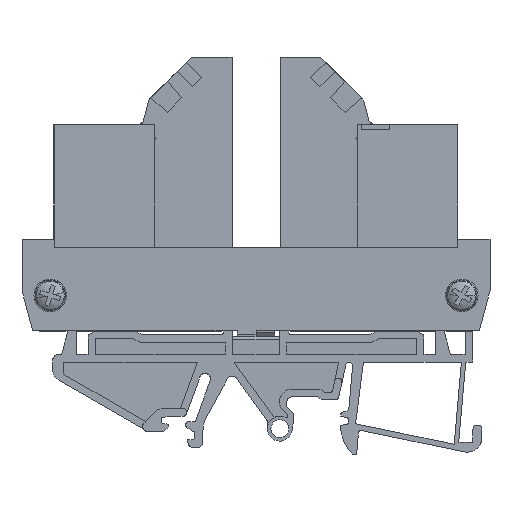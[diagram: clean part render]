
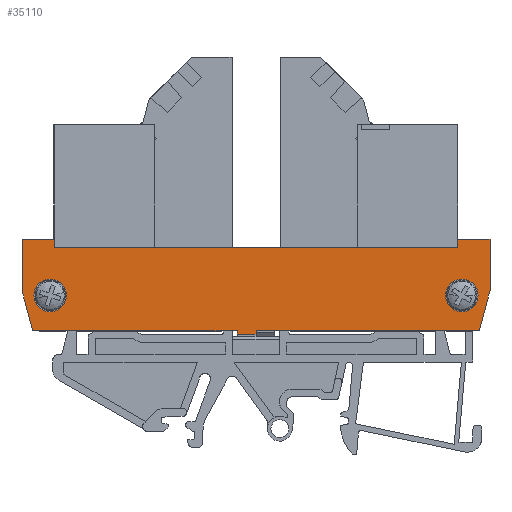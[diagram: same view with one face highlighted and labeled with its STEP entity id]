
A CAD part, left-side view. The second image highlights one B-rep face of the part: STEP entity #35110.
In plain terms, the highlighted planar face has unit normal (-1, 0, 0).
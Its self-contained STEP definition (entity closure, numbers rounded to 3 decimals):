
#28605=AXIS2_PLACEMENT_3D('Circle Axis2P3D',#28603,#28604,$) ;
#28635=AXIS2_PLACEMENT_3D('Circle Axis2P3D',#28633,#28634,$) ;
#28669=AXIS2_PLACEMENT_3D('Circle Axis2P3D',#28667,#28668,$) ;
#28699=AXIS2_PLACEMENT_3D('Circle Axis2P3D',#28697,#28698,$) ;
#35030=AXIS2_PLACEMENT_3D('Plane Axis2P3D',#35027,#35028,#35029) ;
#24781=CARTESIAN_POINT('Vertex',(0.,46.7,21.952)) ;
#24844=CARTESIAN_POINT('Vertex',(0.,46.7,21.292)) ;
#24847=CARTESIAN_POINT('Line Origine',(0.,46.7,21.622)) ;
#24916=CARTESIAN_POINT('Vertex',(0.,43.2,21.292)) ;
#24919=CARTESIAN_POINT('Line Origine',(0.,44.95,21.292)) ;
#26218=CARTESIAN_POINT('Line Origine',(0.,0.,34.068)) ;
#26222=CARTESIAN_POINT('Vertex',(0.,0.,38.852)) ;
#26224=CARTESIAN_POINT('Vertex',(0.,0.,29.284)) ;
#28600=CARTESIAN_POINT('Vertex',(0.,8.2,28.452)) ;
#28603=CARTESIAN_POINT('Axis2P3D Location',(0.,5.2,28.452)) ;
#28607=CARTESIAN_POINT('Vertex',(0.,2.2,28.452)) ;
#28633=CARTESIAN_POINT('Axis2P3D Location',(0.,5.2,28.452)) ;
#28664=CARTESIAN_POINT('Vertex',(0.,84.2,28.452)) ;
#28667=CARTESIAN_POINT('Axis2P3D Location',(0.,81.2,28.452)) ;
#28671=CARTESIAN_POINT('Vertex',(0.,78.2,28.452)) ;
#28697=CARTESIAN_POINT('Axis2P3D Location',(0.,81.2,28.452)) ;
#33466=CARTESIAN_POINT('Vertex',(0.,1.965,21.952)) ;
#33469=CARTESIAN_POINT('Line Origine',(0.,0.982,25.618)) ;
#33670=CARTESIAN_POINT('Vertex',(0.,43.2,21.952)) ;
#33706=CARTESIAN_POINT('Line Origine',(0.,22.582,21.952)) ;
#34268=CARTESIAN_POINT('Line Origine',(0.,43.2,21.622)) ;
#35027=CARTESIAN_POINT('Axis2P3D Location',(0.,0.9,29.403)) ;
#35032=CARTESIAN_POINT('Line Origine',(0.,3.,38.852)) ;
#35036=CARTESIAN_POINT('Vertex',(0.,6.,38.852)) ;
#35039=CARTESIAN_POINT('Line Origine',(0.,6.,38.052)) ;
#35043=CARTESIAN_POINT('Vertex',(0.,6.,37.252)) ;
#35046=CARTESIAN_POINT('Line Origine',(0.,43.2,37.252)) ;
#35050=CARTESIAN_POINT('Vertex',(0.,80.4,37.252)) ;
#35053=CARTESIAN_POINT('Line Origine',(0.,80.4,38.052)) ;
#35057=CARTESIAN_POINT('Vertex',(0.,80.4,38.852)) ;
#35060=CARTESIAN_POINT('Line Origine',(0.,83.4,38.852)) ;
#35064=CARTESIAN_POINT('Vertex',(0.,86.4,38.852)) ;
#35067=CARTESIAN_POINT('Line Origine',(0.,86.4,34.068)) ;
#35071=CARTESIAN_POINT('Vertex',(0.,86.4,29.284)) ;
#35074=CARTESIAN_POINT('Line Origine',(0.,85.418,25.618)) ;
#35078=CARTESIAN_POINT('Vertex',(0.,84.435,21.952)) ;
#35081=CARTESIAN_POINT('Line Origine',(0.,65.568,21.952)) ;
#24848=DIRECTION('Vector Direction',(0.,0.,-1.)) ;
#24920=DIRECTION('Vector Direction',(0.,1.,0.)) ;
#26219=DIRECTION('Vector Direction',(0.,0.,-1.)) ;
#28604=DIRECTION('Axis2P3D Direction',(-1.,-0.,0.)) ;
#28634=DIRECTION('Axis2P3D Direction',(-1.,-0.,0.)) ;
#28668=DIRECTION('Axis2P3D Direction',(-1.,-0.,0.)) ;
#28698=DIRECTION('Axis2P3D Direction',(-1.,-0.,0.)) ;
#33470=DIRECTION('Vector Direction',(0.,0.259,-0.966)) ;
#33707=DIRECTION('Vector Direction',(0.,1.,0.)) ;
#34269=DIRECTION('Vector Direction',(0.,0.,-1.)) ;
#35028=DIRECTION('Axis2P3D Direction',(1.,0.,0.)) ;
#35029=DIRECTION('Axis2P3D XDirection',(0.,1.,0.)) ;
#35033=DIRECTION('Vector Direction',(0.,-1.,0.)) ;
#35040=DIRECTION('Vector Direction',(0.,0.,1.)) ;
#35047=DIRECTION('Vector Direction',(0.,-1.,0.)) ;
#35054=DIRECTION('Vector Direction',(0.,0.,-1.)) ;
#35061=DIRECTION('Vector Direction',(0.,-1.,0.)) ;
#35068=DIRECTION('Vector Direction',(0.,0.,1.)) ;
#35075=DIRECTION('Vector Direction',(0.,0.259,0.966)) ;
#35082=DIRECTION('Vector Direction',(0.,1.,0.)) ;
#24849=VECTOR('Line Direction',#24848,1.) ;
#24921=VECTOR('Line Direction',#24920,1.) ;
#26220=VECTOR('Line Direction',#26219,1.) ;
#33471=VECTOR('Line Direction',#33470,1.) ;
#33708=VECTOR('Line Direction',#33707,1.) ;
#34270=VECTOR('Line Direction',#34269,1.) ;
#35034=VECTOR('Line Direction',#35033,1.) ;
#35041=VECTOR('Line Direction',#35040,1.) ;
#35048=VECTOR('Line Direction',#35047,1.) ;
#35055=VECTOR('Line Direction',#35054,1.) ;
#35062=VECTOR('Line Direction',#35061,1.) ;
#35069=VECTOR('Line Direction',#35068,1.) ;
#35076=VECTOR('Line Direction',#35075,1.) ;
#35083=VECTOR('Line Direction',#35082,1.) ;
#35087=ORIENTED_EDGE('',*,*,#33473,.F.) ;
#35088=ORIENTED_EDGE('',*,*,#26226,.F.) ;
#35089=ORIENTED_EDGE('',*,*,#35038,.F.) ;
#35090=ORIENTED_EDGE('',*,*,#35045,.F.) ;
#35091=ORIENTED_EDGE('',*,*,#35052,.F.) ;
#35092=ORIENTED_EDGE('',*,*,#35059,.F.) ;
#35093=ORIENTED_EDGE('',*,*,#35066,.F.) ;
#35094=ORIENTED_EDGE('',*,*,#35073,.F.) ;
#35095=ORIENTED_EDGE('',*,*,#35080,.F.) ;
#35096=ORIENTED_EDGE('',*,*,#35085,.F.) ;
#35097=ORIENTED_EDGE('',*,*,#24851,.T.) ;
#35098=ORIENTED_EDGE('',*,*,#24923,.F.) ;
#35099=ORIENTED_EDGE('',*,*,#34272,.F.) ;
#35100=ORIENTED_EDGE('',*,*,#33710,.F.) ;
#35103=ORIENTED_EDGE('',*,*,#28637,.F.) ;
#35104=ORIENTED_EDGE('',*,*,#28609,.F.) ;
#35107=ORIENTED_EDGE('',*,*,#28701,.F.) ;
#35108=ORIENTED_EDGE('',*,*,#28673,.F.) ;
#35105=FACE_BOUND('',#35102,.T.) ;
#35109=FACE_BOUND('',#35106,.T.) ;
#35110=ADVANCED_FACE('NONE',(#35101,#35105,#35109),#35031,.F.) ;
#28606=CIRCLE('generated circle',#28605,3.) ;
#28636=CIRCLE('generated circle',#28635,3.) ;
#28670=CIRCLE('generated circle',#28669,3.) ;
#28700=CIRCLE('generated circle',#28699,3.) ;
#24851=EDGE_CURVE('',#24782,#24845,#24850,.T.) ;
#24923=EDGE_CURVE('',#24917,#24845,#24922,.T.) ;
#26226=EDGE_CURVE('',#26223,#26225,#26221,.T.) ;
#28609=EDGE_CURVE('',#28601,#28608,#28606,.T.) ;
#28637=EDGE_CURVE('',#28608,#28601,#28636,.T.) ;
#28673=EDGE_CURVE('',#28665,#28672,#28670,.T.) ;
#28701=EDGE_CURVE('',#28672,#28665,#28700,.T.) ;
#33473=EDGE_CURVE('',#26225,#33467,#33472,.T.) ;
#33710=EDGE_CURVE('',#33467,#33671,#33709,.T.) ;
#34272=EDGE_CURVE('',#33671,#24917,#34271,.T.) ;
#35038=EDGE_CURVE('',#35037,#26223,#35035,.T.) ;
#35045=EDGE_CURVE('',#35044,#35037,#35042,.T.) ;
#35052=EDGE_CURVE('',#35051,#35044,#35049,.T.) ;
#35059=EDGE_CURVE('',#35058,#35051,#35056,.T.) ;
#35066=EDGE_CURVE('',#35065,#35058,#35063,.T.) ;
#35073=EDGE_CURVE('',#35072,#35065,#35070,.T.) ;
#35080=EDGE_CURVE('',#35079,#35072,#35077,.T.) ;
#35085=EDGE_CURVE('',#24782,#35079,#35084,.T.) ;
#35086=EDGE_LOOP('',(#35087,#35088,#35089,#35090,#35091,#35092,#35093,#35094,#35095,#35096,#35097,#35098,#35099,#35100)) ;
#35102=EDGE_LOOP('',(#35103,#35104)) ;
#35106=EDGE_LOOP('',(#35107,#35108)) ;
#35101=FACE_OUTER_BOUND('',#35086,.T.) ;
#24850=LINE('Line',#24847,#24849) ;
#24922=LINE('Line',#24919,#24921) ;
#26221=LINE('Line',#26218,#26220) ;
#33472=LINE('Line',#33469,#33471) ;
#33709=LINE('Line',#33706,#33708) ;
#34271=LINE('Line',#34268,#34270) ;
#35035=LINE('Line',#35032,#35034) ;
#35042=LINE('Line',#35039,#35041) ;
#35049=LINE('Line',#35046,#35048) ;
#35056=LINE('Line',#35053,#35055) ;
#35063=LINE('Line',#35060,#35062) ;
#35070=LINE('Line',#35067,#35069) ;
#35077=LINE('Line',#35074,#35076) ;
#35084=LINE('Line',#35081,#35083) ;
#35031=PLANE('',#35030) ;
#24782=VERTEX_POINT('',#24781) ;
#24845=VERTEX_POINT('',#24844) ;
#24917=VERTEX_POINT('',#24916) ;
#26223=VERTEX_POINT('',#26222) ;
#26225=VERTEX_POINT('',#26224) ;
#28601=VERTEX_POINT('',#28600) ;
#28608=VERTEX_POINT('',#28607) ;
#28665=VERTEX_POINT('',#28664) ;
#28672=VERTEX_POINT('',#28671) ;
#33467=VERTEX_POINT('',#33466) ;
#33671=VERTEX_POINT('',#33670) ;
#35037=VERTEX_POINT('',#35036) ;
#35044=VERTEX_POINT('',#35043) ;
#35051=VERTEX_POINT('',#35050) ;
#35058=VERTEX_POINT('',#35057) ;
#35065=VERTEX_POINT('',#35064) ;
#35072=VERTEX_POINT('',#35071) ;
#35079=VERTEX_POINT('',#35078) ;
